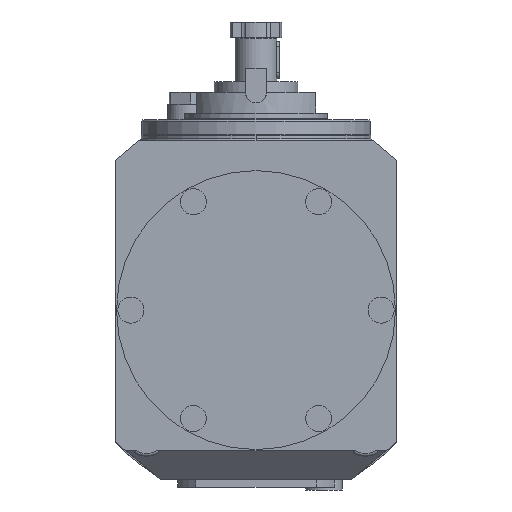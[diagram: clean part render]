
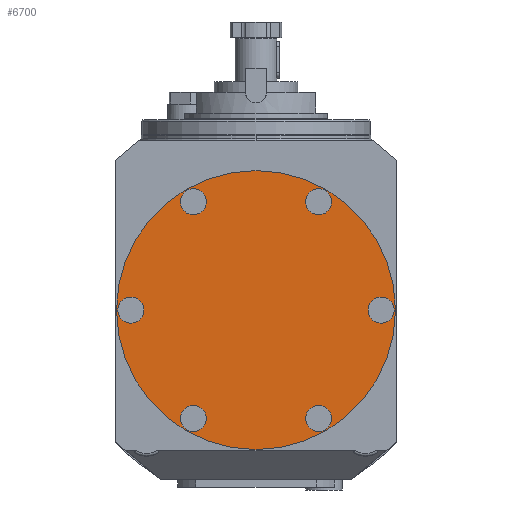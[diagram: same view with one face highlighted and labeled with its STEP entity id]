
A CAD part, left-side view. The second image highlights one B-rep face of the part: STEP entity #6700.
In plain terms, the highlighted planar face has unit normal (-1, 0, 0).
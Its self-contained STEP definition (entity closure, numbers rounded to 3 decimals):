
#695=CARTESIAN_POINT('',(-138.,0.,0.));
#696=DIRECTION('',(-1.,0.,0.));
#697=DIRECTION('',(0.,0.,1.));
#698=AXIS2_PLACEMENT_3D('',#695,#696,#697);
#704=CARTESIAN_POINT('',(-138.,0.,0.));
#705=DIRECTION('',(1.,0.,0.));
#706=DIRECTION('',(0.,0.,1.));
#707=AXIS2_PLACEMENT_3D('',#704,#705,#706);
#713=CARTESIAN_POINT('',(-138.,-24.,41.569));
#714=DIRECTION('',(1.,0.,0.));
#715=DIRECTION('',(0.,0.,1.));
#716=AXIS2_PLACEMENT_3D('',#713,#714,#715);
#718=CARTESIAN_POINT('',(-138.,-24.,41.569));
#719=DIRECTION('',(1.,0.,0.));
#720=DIRECTION('',(0.,0.,-1.));
#721=AXIS2_PLACEMENT_3D('',#718,#719,#720);
#723=CARTESIAN_POINT('',(-138.,24.,41.569));
#724=DIRECTION('',(1.,0.,0.));
#725=DIRECTION('',(0.,0.,1.));
#726=AXIS2_PLACEMENT_3D('',#723,#724,#725);
#728=CARTESIAN_POINT('',(-138.,24.,41.569));
#729=DIRECTION('',(1.,0.,0.));
#730=DIRECTION('',(0.,0.,-1.));
#731=AXIS2_PLACEMENT_3D('',#728,#729,#730);
#733=CARTESIAN_POINT('',(-138.,48.,0.));
#734=DIRECTION('',(1.,0.,0.));
#735=DIRECTION('',(0.,0.,1.));
#736=AXIS2_PLACEMENT_3D('',#733,#734,#735);
#738=CARTESIAN_POINT('',(-138.,48.,0.));
#739=DIRECTION('',(1.,0.,0.));
#740=DIRECTION('',(0.,0.,-1.));
#741=AXIS2_PLACEMENT_3D('',#738,#739,#740);
#743=CARTESIAN_POINT('',(-138.,24.,-41.569));
#744=DIRECTION('',(1.,0.,0.));
#745=DIRECTION('',(0.,0.,1.));
#746=AXIS2_PLACEMENT_3D('',#743,#744,#745);
#748=CARTESIAN_POINT('',(-138.,24.,-41.569));
#749=DIRECTION('',(1.,0.,0.));
#750=DIRECTION('',(0.,0.,-1.));
#751=AXIS2_PLACEMENT_3D('',#748,#749,#750);
#753=CARTESIAN_POINT('',(-138.,-24.,-41.569));
#754=DIRECTION('',(1.,0.,0.));
#755=DIRECTION('',(0.,0.,1.));
#756=AXIS2_PLACEMENT_3D('',#753,#754,#755);
#758=CARTESIAN_POINT('',(-138.,-24.,-41.569));
#759=DIRECTION('',(1.,0.,0.));
#760=DIRECTION('',(0.,0.,-1.));
#761=AXIS2_PLACEMENT_3D('',#758,#759,#760);
#763=CARTESIAN_POINT('',(-138.,-48.,0.));
#764=DIRECTION('',(1.,0.,0.));
#765=DIRECTION('',(0.,0.,1.));
#766=AXIS2_PLACEMENT_3D('',#763,#764,#765);
#768=CARTESIAN_POINT('',(-138.,-48.,0.));
#769=DIRECTION('',(1.,0.,0.));
#770=DIRECTION('',(0.,0.,-1.));
#771=AXIS2_PLACEMENT_3D('',#768,#769,#770);
#5481=CARTESIAN_POINT('',(-138.,0.,53.5));
#5482=CARTESIAN_POINT('',(-138.,0.,-53.5));
#5483=VERTEX_POINT('',#5481);
#5484=VERTEX_POINT('',#5482);
#5493=CARTESIAN_POINT('',(-138.,-24.,46.569));
#5494=CARTESIAN_POINT('',(-138.,-24.,36.569));
#5495=VERTEX_POINT('',#5493);
#5496=VERTEX_POINT('',#5494);
#5501=CARTESIAN_POINT('',(-138.,24.,46.569));
#5502=CARTESIAN_POINT('',(-138.,24.,36.569));
#5503=VERTEX_POINT('',#5501);
#5504=VERTEX_POINT('',#5502);
#5509=CARTESIAN_POINT('',(-138.,48.,5.));
#5510=CARTESIAN_POINT('',(-138.,48.,-5.));
#5511=VERTEX_POINT('',#5509);
#5512=VERTEX_POINT('',#5510);
#5517=CARTESIAN_POINT('',(-138.,24.,-36.569));
#5518=CARTESIAN_POINT('',(-138.,24.,-46.569));
#5519=VERTEX_POINT('',#5517);
#5520=VERTEX_POINT('',#5518);
#5525=CARTESIAN_POINT('',(-138.,-24.,-36.569));
#5526=CARTESIAN_POINT('',(-138.,-24.,-46.569));
#5527=VERTEX_POINT('',#5525);
#5528=VERTEX_POINT('',#5526);
#5533=CARTESIAN_POINT('',(-138.,-48.,5.));
#5534=CARTESIAN_POINT('',(-138.,-48.,-5.));
#5535=VERTEX_POINT('',#5533);
#5536=VERTEX_POINT('',#5534);
#6655=CARTESIAN_POINT('',(-138.,0.,0.));
#6656=DIRECTION('',(-1.,0.,0.));
#6657=DIRECTION('',(0.,0.,-1.));
#6658=AXIS2_PLACEMENT_3D('',#6655,#6656,#6657);
#6659=PLANE('',#6658);
#6660=ORIENTED_EDGE('',*,*,#6649,.T.);
#6661=ORIENTED_EDGE('',*,*,#6635,.F.);
#6662=EDGE_LOOP('',(#6660,#6661));
#6663=FACE_OUTER_BOUND('',#6662,.F.);
#6665=ORIENTED_EDGE('',*,*,#6664,.F.);
#6667=ORIENTED_EDGE('',*,*,#6666,.F.);
#6668=EDGE_LOOP('',(#6665,#6667));
#6669=FACE_BOUND('',#6668,.F.);
#6671=ORIENTED_EDGE('',*,*,#6670,.F.);
#6673=ORIENTED_EDGE('',*,*,#6672,.F.);
#6674=EDGE_LOOP('',(#6671,#6673));
#6675=FACE_BOUND('',#6674,.F.);
#6677=ORIENTED_EDGE('',*,*,#6676,.F.);
#6679=ORIENTED_EDGE('',*,*,#6678,.F.);
#6680=EDGE_LOOP('',(#6677,#6679));
#6681=FACE_BOUND('',#6680,.F.);
#6683=ORIENTED_EDGE('',*,*,#6682,.F.);
#6685=ORIENTED_EDGE('',*,*,#6684,.F.);
#6686=EDGE_LOOP('',(#6683,#6685));
#6687=FACE_BOUND('',#6686,.F.);
#6689=ORIENTED_EDGE('',*,*,#6688,.F.);
#6691=ORIENTED_EDGE('',*,*,#6690,.F.);
#6692=EDGE_LOOP('',(#6689,#6691));
#6693=FACE_BOUND('',#6692,.F.);
#6695=ORIENTED_EDGE('',*,*,#6694,.F.);
#6697=ORIENTED_EDGE('',*,*,#6696,.F.);
#6698=EDGE_LOOP('',(#6695,#6697));
#6699=FACE_BOUND('',#6698,.F.);
#6700=ADVANCED_FACE('',(#6663,#6669,#6675,#6681,#6687,#6693,#6699),#6659,.T.);
#699=CIRCLE('',#698,53.5);
#708=CIRCLE('',#707,53.5);
#717=CIRCLE('',#716,5.);
#722=CIRCLE('',#721,5.);
#727=CIRCLE('',#726,5.);
#732=CIRCLE('',#731,5.);
#737=CIRCLE('',#736,5.);
#742=CIRCLE('',#741,5.);
#747=CIRCLE('',#746,5.);
#752=CIRCLE('',#751,5.);
#757=CIRCLE('',#756,5.);
#762=CIRCLE('',#761,5.);
#767=CIRCLE('',#766,5.);
#772=CIRCLE('',#771,5.);
#6635=EDGE_CURVE('',#5483,#5484,#699,.T.);
#6649=EDGE_CURVE('',#5483,#5484,#708,.T.);
#6664=EDGE_CURVE('',#5495,#5496,#717,.T.);
#6666=EDGE_CURVE('',#5496,#5495,#722,.T.);
#6670=EDGE_CURVE('',#5503,#5504,#727,.T.);
#6672=EDGE_CURVE('',#5504,#5503,#732,.T.);
#6676=EDGE_CURVE('',#5511,#5512,#737,.T.);
#6678=EDGE_CURVE('',#5512,#5511,#742,.T.);
#6682=EDGE_CURVE('',#5519,#5520,#747,.T.);
#6684=EDGE_CURVE('',#5520,#5519,#752,.T.);
#6688=EDGE_CURVE('',#5527,#5528,#757,.T.);
#6690=EDGE_CURVE('',#5528,#5527,#762,.T.);
#6694=EDGE_CURVE('',#5535,#5536,#767,.T.);
#6696=EDGE_CURVE('',#5536,#5535,#772,.T.);
